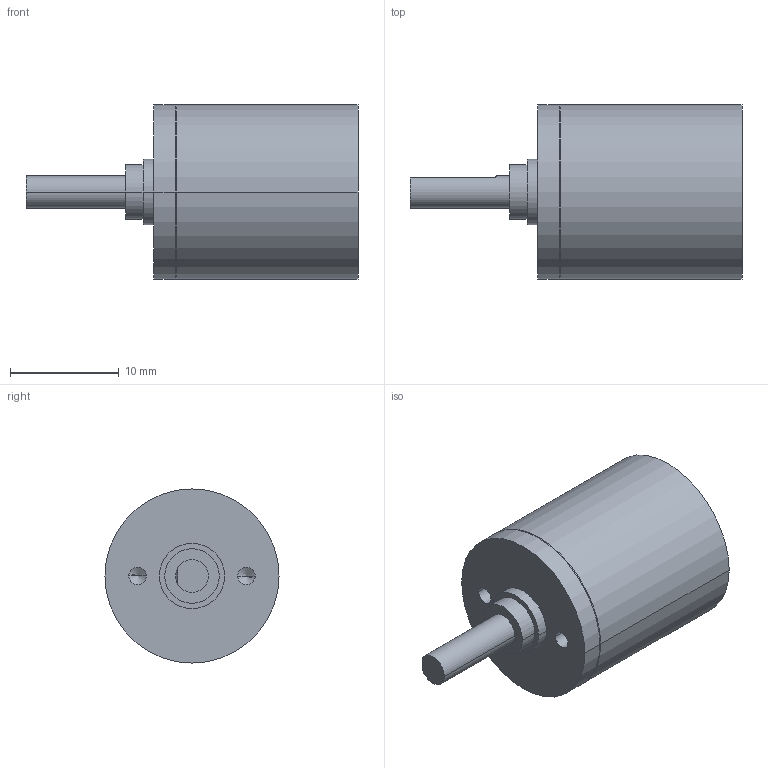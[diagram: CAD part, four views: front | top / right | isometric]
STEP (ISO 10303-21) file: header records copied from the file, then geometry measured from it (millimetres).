
FILE_DESCRIPTION((''),'2;1');
FILE_NAME('1117286','2010-02-04T',('MMAGMIBU'),(''),'PRO/ENGINEER BY PARAMETRIC TECHNOLOGY CORPORATION, 2009230','PRO/ENGINEER BY PARAMETRIC TECHNOLOGY CORPORATION, 2009230','');
FILE_SCHEMA(('CONFIG_CONTROL_DESIGN'));
Length unit declared in the file: millimetre
Products named in the file (1): 1117286
Bounding box: 30.5 x 16 x 16 mm (x, y, z)
Volume: 3491.9 mm3; surface area: 1612.3 mm2
Topology: 1 solids, 1 shells, 30 faces, 64 edges, 38 vertices
Faces by surface type: cylinder 16, plane 8, cone 4, torus 2
Entity records: 829 total; most frequent: DIRECTION 152, CARTESIAN_POINT 133, ORIENTED_EDGE 120, AXIS2_PLACEMENT_3D 64, EDGE_CURVE 60, VERTEX_POINT 38, EDGE_LOOP 36, CIRCLE 34
